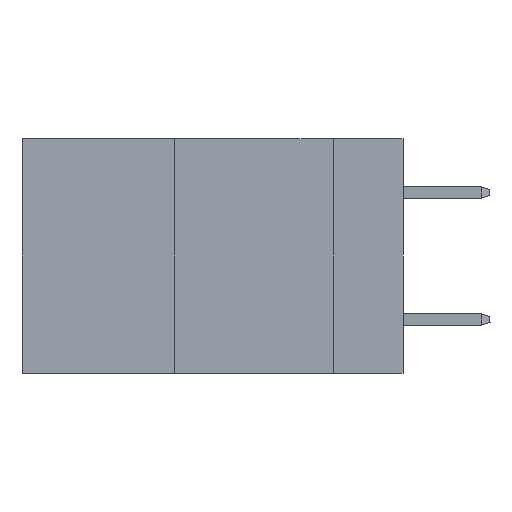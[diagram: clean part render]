
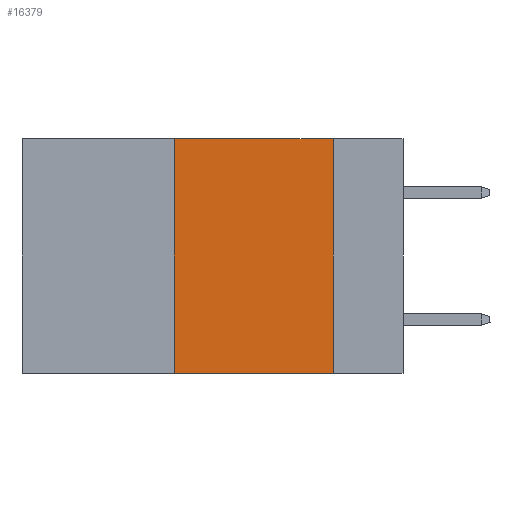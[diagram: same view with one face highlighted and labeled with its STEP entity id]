
A CAD part, left-side view. The second image highlights one B-rep face of the part: STEP entity #16379.
In plain terms, the highlighted planar face has unit normal (-1, 0, 0).
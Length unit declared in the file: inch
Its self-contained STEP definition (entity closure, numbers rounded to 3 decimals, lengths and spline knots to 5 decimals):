
#1160 = EDGE_LOOP ( 'NONE', ( #6209, #22155, #14197, #2464 ) ) ;
#1737 = FACE_OUTER_BOUND ( 'NONE', #1160, .T. ) ;
#2464 = ORIENTED_EDGE ( 'NONE', *, *, #11070, .T. ) ;
#3218 = DIRECTION ( 'NONE',  ( 0., -1., 0. ) ) ;
#3285 = DIRECTION ( 'NONE',  ( 1., 0., 0. ) ) ;
#3455 = CARTESIAN_POINT ( 'NONE',  ( 0., 0.6, 0. ) ) ;
#4538 = VERTEX_POINT ( 'NONE', #23303 ) ;
#4837 = CARTESIAN_POINT ( 'NONE',  ( 0., 0.36, 0. ) ) ;
#6209 = ORIENTED_EDGE ( 'NONE', *, *, #10745, .F. ) ;
#6688 = VECTOR ( 'NONE', #3218, 39.37008 ) ;
#6933 = LINE ( 'NONE', #21826, #6688 ) ;
#8701 = VECTOR ( 'NONE', #12351, 39.37008 ) ;
#9518 = AXIS2_PLACEMENT_3D ( 'NONE', #22169, #3285, #15592 ) ;
#10230 = EDGE_CURVE ( 'NONE', #15369, #4538, #11200, .T. ) ;
#10745 = EDGE_CURVE ( 'NONE', #21581, #19186, #11940, .T. ) ;
#11070 = EDGE_CURVE ( 'NONE', #15369, #19186, #6933, .T. ) ;
#11200 = LINE ( 'NONE', #4837, #26286 ) ;
#11940 = LINE ( 'NONE', #24485, #8701 ) ;
#12351 = DIRECTION ( 'NONE',  ( 0., 0., -1. ) ) ;
#14197 = ORIENTED_EDGE ( 'NONE', *, *, #10230, .F. ) ;
#15369 = VERTEX_POINT ( 'NONE', #19932 ) ;
#15592 = DIRECTION ( 'NONE',  ( 0., 0., -1. ) ) ;
#16379 = ADVANCED_FACE ( 'NONE', ( #1737 ), #22811, .F. ) ;
#17122 = EDGE_CURVE ( 'NONE', #4538, #21581, #22203, .T. ) ;
#19186 = VERTEX_POINT ( 'NONE', #24235 ) ;
#19598 = CARTESIAN_POINT ( 'NONE',  ( 0., 0.11, 0. ) ) ;
#19932 = CARTESIAN_POINT ( 'NONE',  ( 0., 0.36, -0.37 ) ) ;
#21581 = VERTEX_POINT ( 'NONE', #19598 ) ;
#21826 = CARTESIAN_POINT ( 'NONE',  ( 0., 0.6, -0.37 ) ) ;
#22155 = ORIENTED_EDGE ( 'NONE', *, *, #17122, .F. ) ;
#22169 = CARTESIAN_POINT ( 'NONE',  ( 0., 0.6, 0. ) ) ;
#22203 = LINE ( 'NONE', #3455, #24185 ) ;
#22811 = PLANE ( 'NONE',  #9518 ) ;
#23303 = CARTESIAN_POINT ( 'NONE',  ( 0., 0.36, 0. ) ) ;
#23456 = DIRECTION ( 'NONE',  ( 0., 0., 1. ) ) ;
#24185 = VECTOR ( 'NONE', #24555, 39.37008 ) ;
#24235 = CARTESIAN_POINT ( 'NONE',  ( 0., 0.11, -0.37 ) ) ;
#24485 = CARTESIAN_POINT ( 'NONE',  ( 0., 0.11, 0. ) ) ;
#24555 = DIRECTION ( 'NONE',  ( 0., -1., 0. ) ) ;
#26286 = VECTOR ( 'NONE', #23456, 39.37008 ) ;
